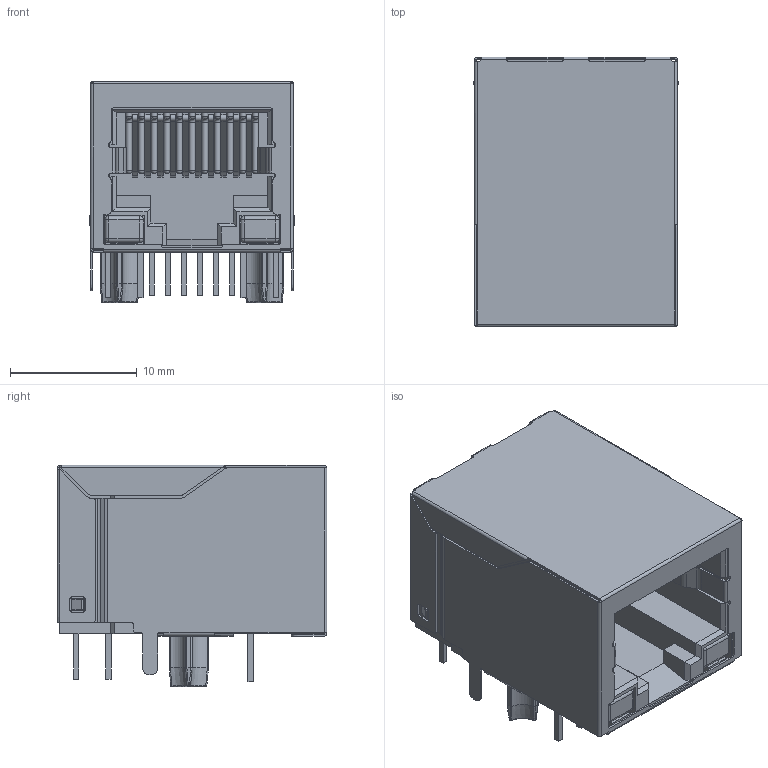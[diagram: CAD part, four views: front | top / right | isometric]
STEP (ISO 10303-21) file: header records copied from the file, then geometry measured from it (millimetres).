
FILE_DESCRIPTION(/* description */ (''),/* implementation_level */ '2;1');
FILE_NAME(/* name */ '',/* time_stamp */ '2025-12-25T10:24:35+08:00',/* author */ (''),/* organization */ (''),/* preprocessor_version */ 'ST-DEVELOPER v20.1',/* originating_system */ 'Autodesk Translation Framework v14.21.0.0',/* authorisation */ '');
FILE_SCHEMA (('AUTOMOTIVE_DESIGN { 1 0 10303 214 3 1 1 }'));
Length unit declared in the file: millimetre
Products named in the file (2): T79x-RJ1-RJ45-TH_10P-P2.54-S2.54_L16.1-W21.4_HY911130A; COMPOUND
Assembly tree (1 placements, depth 2):
  T79x-RJ1-RJ45-TH_10P-P2.54-S2.54_L16.1-W21.4_HY911130A
    COMPOUND
Bounding box: 16.14 x 21.3 x 17.5 mm (x, y, z)
Volume: 3180 mm3; surface area: 5455.8 mm2
Topology: 4 solids, 4 shells, 870 faces, 2399 edges, 1520 vertices
Faces by surface type: plane 441, cylinder 316, sphere 54, torus 31, bspline 20, cone 8
Entity records: 28416 total; most frequent: CARTESIAN_POINT 6035, ORIENTED_EDGE 4714, DIRECTION 4711, EDGE_CURVE 2357, AXIS2_PLACEMENT_3D 1605, VERTEX_POINT 1520, LINE 1501, VECTOR 1501
